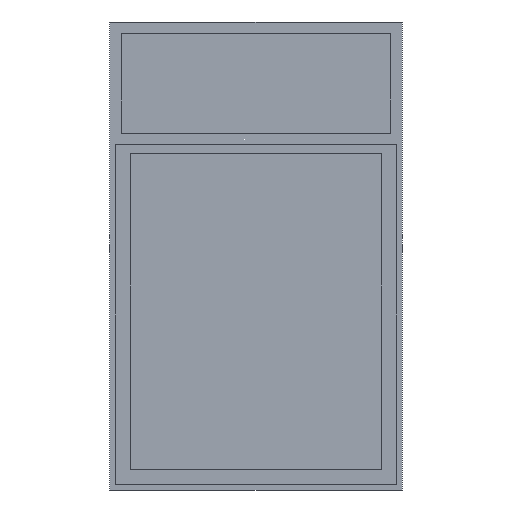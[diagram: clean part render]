
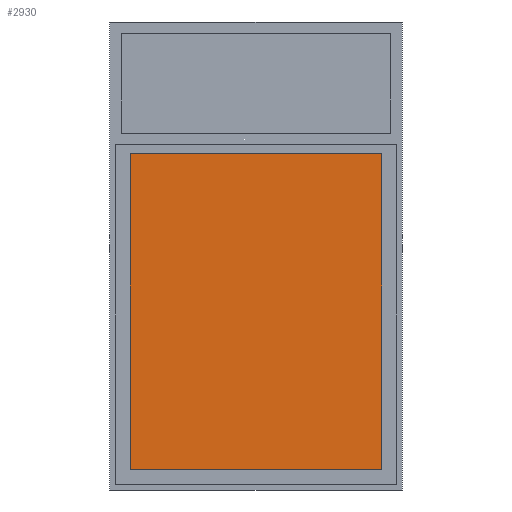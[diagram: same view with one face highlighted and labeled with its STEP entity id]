
A CAD part, front view. The second image highlights one B-rep face of the part: STEP entity #2930.
In plain terms, the highlighted planar face has unit normal (0, -1, 0).
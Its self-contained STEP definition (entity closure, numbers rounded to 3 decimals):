
#2621 = VERTEX_POINT('',#2622);
#2622 = CARTESIAN_POINT('',(70.,22.5,1150.));
#2631 = PLANE('',#2632);
#2632 = AXIS2_PLACEMENT_3D('',#2633,#2634,#2635);
#2633 = CARTESIAN_POINT('',(70.,22.5,1150.));
#2634 = DIRECTION('',(0.,0.,-1.));
#2635 = DIRECTION('',(1.,0.,0.));
#2643 = PLANE('',#2644);
#2644 = AXIS2_PLACEMENT_3D('',#2645,#2646,#2647);
#2645 = CARTESIAN_POINT('',(70.,22.5,70.));
#2646 = DIRECTION('',(1.,0.,0.));
#2647 = DIRECTION('',(0.,0.,1.));
#2684 = VERTEX_POINT('',#2685);
#2685 = CARTESIAN_POINT('',(930.,22.5,1150.));
#2699 = PLANE('',#2700);
#2700 = AXIS2_PLACEMENT_3D('',#2701,#2702,#2703);
#2701 = CARTESIAN_POINT('',(930.,22.5,1150.));
#2702 = DIRECTION('',(-1.,0.,0.));
#2703 = DIRECTION('',(0.,0.,-1.));
#2711 = EDGE_CURVE('',#2621,#2684,#2712,.T.);
#2712 = SURFACE_CURVE('',#2713,(#2717,#2724),.PCURVE_S1.);
#2713 = LINE('',#2714,#2715);
#2714 = CARTESIAN_POINT('',(70.,22.5,1150.));
#2715 = VECTOR('',#2716,1.);
#2716 = DIRECTION('',(1.,0.,0.));
#2717 = PCURVE('',#2631,#2718);
#2718 = DEFINITIONAL_REPRESENTATION('',(#2719),#2723);
#2719 = LINE('',#2720,#2721);
#2720 = CARTESIAN_POINT('',(0.,0.));
#2721 = VECTOR('',#2722,1.);
#2722 = DIRECTION('',(1.,0.));
#2723 = ( GEOMETRIC_REPRESENTATION_CONTEXT(2) 
PARAMETRIC_REPRESENTATION_CONTEXT() REPRESENTATION_CONTEXT('2D SPACE',''
  ) );
#2724 = PCURVE('',#2725,#2730);
#2725 = PLANE('',#2726);
#2726 = AXIS2_PLACEMENT_3D('',#2727,#2728,#2729);
#2727 = CARTESIAN_POINT('',(70.,22.5,1150.));
#2728 = DIRECTION('',(0.,-1.,0.));
#2729 = DIRECTION('',(0.,0.,-1.));
#2730 = DEFINITIONAL_REPRESENTATION('',(#2731),#2735);
#2731 = LINE('',#2732,#2733);
#2732 = CARTESIAN_POINT('',(0.,0.));
#2733 = VECTOR('',#2734,1.);
#2734 = DIRECTION('',(0.,1.));
#2735 = ( GEOMETRIC_REPRESENTATION_CONTEXT(2) 
PARAMETRIC_REPRESENTATION_CONTEXT() REPRESENTATION_CONTEXT('2D SPACE',''
  ) );
#2765 = VERTEX_POINT('',#2766);
#2766 = CARTESIAN_POINT('',(930.,22.5,70.));
#2780 = PLANE('',#2781);
#2781 = AXIS2_PLACEMENT_3D('',#2782,#2783,#2784);
#2782 = CARTESIAN_POINT('',(930.,22.5,70.));
#2783 = DIRECTION('',(0.,0.,1.));
#2784 = DIRECTION('',(-1.,0.,0.));
#2792 = EDGE_CURVE('',#2684,#2765,#2793,.T.);
#2793 = SURFACE_CURVE('',#2794,(#2798,#2805),.PCURVE_S1.);
#2794 = LINE('',#2795,#2796);
#2795 = CARTESIAN_POINT('',(930.,22.5,1150.));
#2796 = VECTOR('',#2797,1.);
#2797 = DIRECTION('',(0.,0.,-1.));
#2798 = PCURVE('',#2699,#2799);
#2799 = DEFINITIONAL_REPRESENTATION('',(#2800),#2804);
#2800 = LINE('',#2801,#2802);
#2801 = CARTESIAN_POINT('',(0.,0.));
#2802 = VECTOR('',#2803,1.);
#2803 = DIRECTION('',(1.,0.));
#2804 = ( GEOMETRIC_REPRESENTATION_CONTEXT(2) 
PARAMETRIC_REPRESENTATION_CONTEXT() REPRESENTATION_CONTEXT('2D SPACE',''
  ) );
#2805 = PCURVE('',#2725,#2806);
#2806 = DEFINITIONAL_REPRESENTATION('',(#2807),#2811);
#2807 = LINE('',#2808,#2809);
#2808 = CARTESIAN_POINT('',(0.,860.));
#2809 = VECTOR('',#2810,1.);
#2810 = DIRECTION('',(1.,0.));
#2811 = ( GEOMETRIC_REPRESENTATION_CONTEXT(2) 
PARAMETRIC_REPRESENTATION_CONTEXT() REPRESENTATION_CONTEXT('2D SPACE',''
  ) );
#2841 = VERTEX_POINT('',#2842);
#2842 = CARTESIAN_POINT('',(70.,22.5,70.));
#2863 = EDGE_CURVE('',#2765,#2841,#2864,.T.);
#2864 = SURFACE_CURVE('',#2865,(#2869,#2876),.PCURVE_S1.);
#2865 = LINE('',#2866,#2867);
#2866 = CARTESIAN_POINT('',(930.,22.5,70.));
#2867 = VECTOR('',#2868,1.);
#2868 = DIRECTION('',(-1.,0.,0.));
#2869 = PCURVE('',#2780,#2870);
#2870 = DEFINITIONAL_REPRESENTATION('',(#2871),#2875);
#2871 = LINE('',#2872,#2873);
#2872 = CARTESIAN_POINT('',(0.,0.));
#2873 = VECTOR('',#2874,1.);
#2874 = DIRECTION('',(1.,0.));
#2875 = ( GEOMETRIC_REPRESENTATION_CONTEXT(2) 
PARAMETRIC_REPRESENTATION_CONTEXT() REPRESENTATION_CONTEXT('2D SPACE',''
  ) );
#2876 = PCURVE('',#2725,#2877);
#2877 = DEFINITIONAL_REPRESENTATION('',(#2878),#2882);
#2878 = LINE('',#2879,#2880);
#2879 = CARTESIAN_POINT('',(1080.,860.));
#2880 = VECTOR('',#2881,1.);
#2881 = DIRECTION('',(0.,-1.));
#2882 = ( GEOMETRIC_REPRESENTATION_CONTEXT(2) 
PARAMETRIC_REPRESENTATION_CONTEXT() REPRESENTATION_CONTEXT('2D SPACE',''
  ) );
#2910 = EDGE_CURVE('',#2841,#2621,#2911,.T.);
#2911 = SURFACE_CURVE('',#2912,(#2916,#2923),.PCURVE_S1.);
#2912 = LINE('',#2913,#2914);
#2913 = CARTESIAN_POINT('',(70.,22.5,70.));
#2914 = VECTOR('',#2915,1.);
#2915 = DIRECTION('',(0.,0.,1.));
#2916 = PCURVE('',#2643,#2917);
#2917 = DEFINITIONAL_REPRESENTATION('',(#2918),#2922);
#2918 = LINE('',#2919,#2920);
#2919 = CARTESIAN_POINT('',(0.,0.));
#2920 = VECTOR('',#2921,1.);
#2921 = DIRECTION('',(1.,0.));
#2922 = ( GEOMETRIC_REPRESENTATION_CONTEXT(2) 
PARAMETRIC_REPRESENTATION_CONTEXT() REPRESENTATION_CONTEXT('2D SPACE',''
  ) );
#2923 = PCURVE('',#2725,#2924);
#2924 = DEFINITIONAL_REPRESENTATION('',(#2925),#2929);
#2925 = LINE('',#2926,#2927);
#2926 = CARTESIAN_POINT('',(1080.,0.));
#2927 = VECTOR('',#2928,1.);
#2928 = DIRECTION('',(-1.,0.));
#2929 = ( GEOMETRIC_REPRESENTATION_CONTEXT(2) 
PARAMETRIC_REPRESENTATION_CONTEXT() REPRESENTATION_CONTEXT('2D SPACE',''
  ) );
#2930 = ADVANCED_FACE('',(#2931),#2725,.T.);
#2931 = FACE_BOUND('',#2932,.F.);
#2932 = EDGE_LOOP('',(#2933,#2934,#2935,#2936));
#2933 = ORIENTED_EDGE('',*,*,#2711,.T.);
#2934 = ORIENTED_EDGE('',*,*,#2792,.T.);
#2935 = ORIENTED_EDGE('',*,*,#2863,.T.);
#2936 = ORIENTED_EDGE('',*,*,#2910,.T.);
